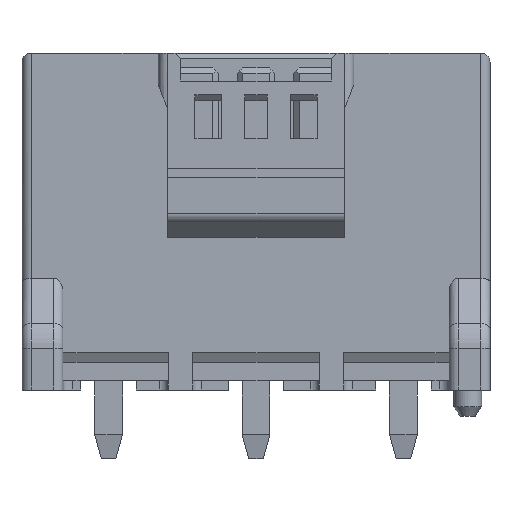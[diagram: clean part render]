
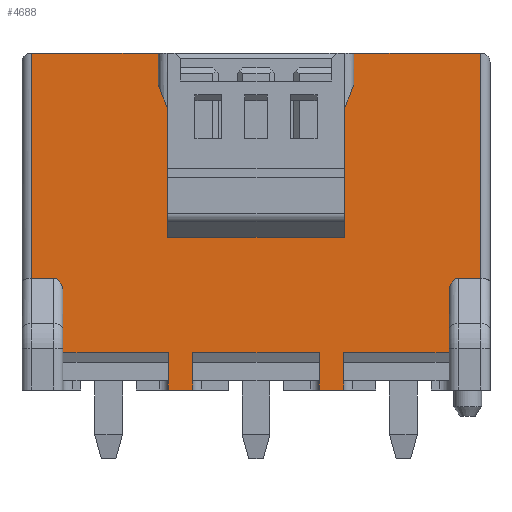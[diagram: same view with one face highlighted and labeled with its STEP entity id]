
A CAD part, front view. The second image highlights one B-rep face of the part: STEP entity #4688.
In plain terms, the highlighted planar face has unit normal (0, -1, 0).
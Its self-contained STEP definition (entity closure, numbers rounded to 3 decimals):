
#72 = VERTEX_POINT('',#73);
#73 = CARTESIAN_POINT('',(3.407,-4.161,2.05));
#79 = EDGE_CURVE('',#72,#80,#82,.T.);
#80 = VERTEX_POINT('',#81);
#81 = CARTESIAN_POINT('',(-3.413,-4.161,2.05));
#82 = LINE('',#83,#84);
#83 = CARTESIAN_POINT('',(-16.852,-4.161,2.05));
#84 = VECTOR('',#85,1.);
#85 = DIRECTION('',(-1.,0.,0.));
#149 = EDGE_CURVE('',#150,#152,#154,.T.);
#150 = VERTEX_POINT('',#151);
#151 = CARTESIAN_POINT('',(12.067,-4.161,18.15));
#152 = VERTEX_POINT('',#153);
#153 = CARTESIAN_POINT('',(12.067,-4.161,6.05));
#154 = LINE('',#155,#156);
#155 = CARTESIAN_POINT('',(12.067,-4.161,18.15));
#156 = VECTOR('',#157,1.);
#157 = DIRECTION('',(0.,0.,-1.));
#258 = VERTEX_POINT('',#259);
#259 = CARTESIAN_POINT('',(-10.873,-4.161,6.05));
#265 = EDGE_CURVE('',#258,#266,#268,.T.);
#266 = VERTEX_POINT('',#267);
#267 = CARTESIAN_POINT('',(-12.073,-4.161,6.05));
#268 = LINE('',#269,#270);
#269 = CARTESIAN_POINT('',(1.007,-4.161,6.05));
#270 = VECTOR('',#271,1.);
#271 = DIRECTION('',(-1.,0.,0.));
#595 = VERTEX_POINT('',#596);
#596 = CARTESIAN_POINT('',(3.407,-4.161,
    0.05));
#604 = EDGE_CURVE('',#72,#595,#605,.T.);
#605 = LINE('',#606,#607);
#606 = CARTESIAN_POINT('',(3.407,-4.161,18.15));
#607 = VECTOR('',#608,1.);
#608 = DIRECTION('',(0.,0.,-1.));
#1908 = VERTEX_POINT('',#1909);
#1909 = CARTESIAN_POINT('',(10.367,-4.161,
    5.31));
#1917 = VERTEX_POINT('',#1918);
#1918 = CARTESIAN_POINT('',(10.867,-4.161,6.05));
#1924 = EDGE_CURVE('',#1908,#1917,#1925,.T.);
#1925 = ELLIPSE('',#1926,0.74,0.5);
#1926 = AXIS2_PLACEMENT_3D('',#1927,#1928,#1929);
#1927 = CARTESIAN_POINT('',(10.867,-4.161,
    5.31));
#1928 = DIRECTION('',(0.,1.,0.));
#1929 = DIRECTION('',(0.,0.,1.));
#2153 = VERTEX_POINT('',#2154);
#2154 = CARTESIAN_POINT('',(-3.413,-4.161,
    0.05));
#2162 = EDGE_CURVE('',#2153,#2163,#2165,.T.);
#2163 = VERTEX_POINT('',#2164);
#2164 = CARTESIAN_POINT('',(-4.713,-4.161,
    0.05));
#2165 = LINE('',#2166,#2167);
#2166 = CARTESIAN_POINT('',(17.537,-4.161,0.05));
#2167 = VECTOR('',#2168,1.);
#2168 = DIRECTION('',(-1.,0.,0.));
#2808 = VERTEX_POINT('',#2809);
#2809 = CARTESIAN_POINT('',(10.367,-4.161,2.05));
#2826 = EDGE_CURVE('',#1908,#2808,#2827,.T.);
#2827 = LINE('',#2828,#2829);
#2828 = CARTESIAN_POINT('',(10.367,-4.161,18.15));
#2829 = VECTOR('',#2830,1.);
#2830 = DIRECTION('',(0.,0.,-1.));
#2947 = VERTEX_POINT('',#2948);
#2948 = CARTESIAN_POINT('',(5.247,-4.161,18.15));
#2954 = EDGE_CURVE('',#150,#2947,#2955,.T.);
#2955 = LINE('',#2956,#2957);
#2956 = CARTESIAN_POINT('',(-20.812,-4.161,18.15));
#2957 = VECTOR('',#2958,1.);
#2958 = DIRECTION('',(-1.,0.,0.));
#3522 = VERTEX_POINT('',#3523);
#3523 = CARTESIAN_POINT('',(4.707,-4.161,2.05));
#3529 = EDGE_CURVE('',#3522,#3530,#3532,.T.);
#3530 = VERTEX_POINT('',#3531);
#3531 = CARTESIAN_POINT('',(4.707,-4.161,
    0.05));
#3532 = LINE('',#3533,#3534);
#3533 = CARTESIAN_POINT('',(4.707,-4.161,18.15));
#3534 = VECTOR('',#3535,1.);
#3535 = DIRECTION('',(0.,0.,-1.));
#3850 = EDGE_CURVE('',#3522,#2808,#3851,.T.);
#3851 = LINE('',#3852,#3853);
#3852 = CARTESIAN_POINT('',(-16.852,-4.161,2.05));
#3853 = VECTOR('',#3854,1.);
#3854 = DIRECTION('',(1.,0.,0.));
#3889 = EDGE_CURVE('',#1917,#152,#3890,.T.);
#3890 = LINE('',#3891,#3892);
#3891 = CARTESIAN_POINT('',(-1.012,-4.161,6.05));
#3892 = VECTOR('',#3893,1.);
#3893 = DIRECTION('',(1.,0.,0.));
#3933 = EDGE_CURVE('',#595,#3530,#3934,.T.);
#3934 = LINE('',#3935,#3936);
#3935 = CARTESIAN_POINT('',(-17.542,-4.161,
    0.05));
#3936 = VECTOR('',#3937,1.);
#3937 = DIRECTION('',(1.,0.,0.));
#4639 = EDGE_CURVE('',#4640,#2163,#4642,.T.);
#4640 = VERTEX_POINT('',#4641);
#4641 = CARTESIAN_POINT('',(-4.713,-4.161,2.05));
#4642 = LINE('',#4643,#4644);
#4643 = CARTESIAN_POINT('',(-4.713,-4.161,18.15));
#4644 = VECTOR('',#4645,1.);
#4645 = DIRECTION('',(0.,0.,-1.));
#4661 = EDGE_CURVE('',#4640,#4662,#4664,.T.);
#4662 = VERTEX_POINT('',#4663);
#4663 = CARTESIAN_POINT('',(-10.373,-4.161,2.05));
#4664 = LINE('',#4665,#4666);
#4665 = CARTESIAN_POINT('',(16.847,-4.161,2.05));
#4666 = VECTOR('',#4667,1.);
#4667 = DIRECTION('',(-1.,0.,0.));
#4688 = ADVANCED_FACE('',(#4689),#4796,.F.);
#4689 = FACE_BOUND('',#4690,.T.);
#4690 = EDGE_LOOP('',(#4691,#4699,#4700,#4709,#4715,#4716,#4717,#4718,
    #4724,#4725,#4726,#4727,#4728,#4729,#4730,#4731,#4732,#4733,#4734,
    #4742,#4750,#4758,#4766,#4774,#4782,#4790));
#4691 = ORIENTED_EDGE('',*,*,#4692,.T.);
#4692 = EDGE_CURVE('',#4693,#266,#4695,.T.);
#4693 = VERTEX_POINT('',#4694);
#4694 = CARTESIAN_POINT('',(-12.073,-4.161,18.15));
#4695 = LINE('',#4696,#4697);
#4696 = CARTESIAN_POINT('',(-12.073,-4.161,18.15));
#4697 = VECTOR('',#4698,1.);
#4698 = DIRECTION('',(0.,0.,-1.));
#4699 = ORIENTED_EDGE('',*,*,#265,.F.);
#4700 = ORIENTED_EDGE('',*,*,#4701,.F.);
#4701 = EDGE_CURVE('',#4702,#258,#4704,.T.);
#4702 = VERTEX_POINT('',#4703);
#4703 = CARTESIAN_POINT('',(-10.373,-4.161,
    5.31));
#4704 = ELLIPSE('',#4705,0.74,0.5);
#4705 = AXIS2_PLACEMENT_3D('',#4706,#4707,#4708);
#4706 = CARTESIAN_POINT('',(-10.873,-4.161,
    5.31));
#4707 = DIRECTION('',(0.,-1.,0.));
#4708 = DIRECTION('',(0.,0.,1.));
#4709 = ORIENTED_EDGE('',*,*,#4710,.T.);
#4710 = EDGE_CURVE('',#4702,#4662,#4711,.T.);
#4711 = LINE('',#4712,#4713);
#4712 = CARTESIAN_POINT('',(-10.373,-4.161,18.15));
#4713 = VECTOR('',#4714,1.);
#4714 = DIRECTION('',(0.,0.,-1.));
#4715 = ORIENTED_EDGE('',*,*,#4661,.F.);
#4716 = ORIENTED_EDGE('',*,*,#4639,.T.);
#4717 = ORIENTED_EDGE('',*,*,#2162,.F.);
#4718 = ORIENTED_EDGE('',*,*,#4719,.F.);
#4719 = EDGE_CURVE('',#80,#2153,#4720,.T.);
#4720 = LINE('',#4721,#4722);
#4721 = CARTESIAN_POINT('',(-3.413,-4.161,18.15));
#4722 = VECTOR('',#4723,1.);
#4723 = DIRECTION('',(0.,0.,-1.));
#4724 = ORIENTED_EDGE('',*,*,#79,.F.);
#4725 = ORIENTED_EDGE('',*,*,#604,.T.);
#4726 = ORIENTED_EDGE('',*,*,#3933,.T.);
#4727 = ORIENTED_EDGE('',*,*,#3529,.F.);
#4728 = ORIENTED_EDGE('',*,*,#3850,.T.);
#4729 = ORIENTED_EDGE('',*,*,#2826,.F.);
#4730 = ORIENTED_EDGE('',*,*,#1924,.T.);
#4731 = ORIENTED_EDGE('',*,*,#3889,.T.);
#4732 = ORIENTED_EDGE('',*,*,#149,.F.);
#4733 = ORIENTED_EDGE('',*,*,#2954,.T.);
#4734 = ORIENTED_EDGE('',*,*,#4735,.F.);
#4735 = EDGE_CURVE('',#4736,#2947,#4738,.T.);
#4736 = VERTEX_POINT('',#4737);
#4737 = CARTESIAN_POINT('',(5.247,-4.161,16.45));
#4738 = LINE('',#4739,#4740);
#4739 = CARTESIAN_POINT('',(5.247,-4.161,18.15));
#4740 = VECTOR('',#4741,1.);
#4741 = DIRECTION('',(0.,0.,1.));
#4742 = ORIENTED_EDGE('',*,*,#4743,.F.);
#4743 = EDGE_CURVE('',#4744,#4736,#4746,.T.);
#4744 = VERTEX_POINT('',#4745);
#4745 = CARTESIAN_POINT('',(4.747,-4.161,15.15));
#4746 = LINE('',#4747,#4748);
#4747 = CARTESIAN_POINT('',(5.901,-4.161,18.15));
#4748 = VECTOR('',#4749,1.);
#4749 = DIRECTION('',(0.359,0.,0.933));
#4750 = ORIENTED_EDGE('',*,*,#4751,.T.);
#4751 = EDGE_CURVE('',#4744,#4752,#4754,.T.);
#4752 = VERTEX_POINT('',#4753);
#4753 = CARTESIAN_POINT('',(4.747,-4.161,8.25));
#4754 = LINE('',#4755,#4756);
#4755 = CARTESIAN_POINT('',(4.747,-4.161,18.15));
#4756 = VECTOR('',#4757,1.);
#4757 = DIRECTION('',(0.,0.,-1.));
#4758 = ORIENTED_EDGE('',*,*,#4759,.T.);
#4759 = EDGE_CURVE('',#4752,#4760,#4762,.T.);
#4760 = VERTEX_POINT('',#4761);
#4761 = CARTESIAN_POINT('',(-4.753,-4.161,8.25));
#4762 = LINE('',#4763,#4764);
#4763 = CARTESIAN_POINT('',(-20.812,-4.161,8.25));
#4764 = VECTOR('',#4765,1.);
#4765 = DIRECTION('',(-1.,0.,0.));
#4766 = ORIENTED_EDGE('',*,*,#4767,.F.);
#4767 = EDGE_CURVE('',#4768,#4760,#4770,.T.);
#4768 = VERTEX_POINT('',#4769);
#4769 = CARTESIAN_POINT('',(-4.753,-4.161,15.15));
#4770 = LINE('',#4771,#4772);
#4771 = CARTESIAN_POINT('',(-4.753,-4.161,18.15));
#4772 = VECTOR('',#4773,1.);
#4773 = DIRECTION('',(0.,0.,-1.));
#4774 = ORIENTED_EDGE('',*,*,#4775,.T.);
#4775 = EDGE_CURVE('',#4768,#4776,#4778,.T.);
#4776 = VERTEX_POINT('',#4777);
#4777 = CARTESIAN_POINT('',(-5.253,-4.161,16.45));
#4778 = LINE('',#4779,#4780);
#4779 = CARTESIAN_POINT('',(-5.906,-4.161,18.15));
#4780 = VECTOR('',#4781,1.);
#4781 = DIRECTION('',(-0.359,0.,0.933));
#4782 = ORIENTED_EDGE('',*,*,#4783,.T.);
#4783 = EDGE_CURVE('',#4776,#4784,#4786,.T.);
#4784 = VERTEX_POINT('',#4785);
#4785 = CARTESIAN_POINT('',(-5.253,-4.161,18.15));
#4786 = LINE('',#4787,#4788);
#4787 = CARTESIAN_POINT('',(-5.253,-4.161,18.15));
#4788 = VECTOR('',#4789,1.);
#4789 = DIRECTION('',(0.,0.,1.));
#4790 = ORIENTED_EDGE('',*,*,#4791,.T.);
#4791 = EDGE_CURVE('',#4784,#4693,#4792,.T.);
#4792 = LINE('',#4793,#4794);
#4793 = CARTESIAN_POINT('',(-20.812,-4.161,18.15));
#4794 = VECTOR('',#4795,1.);
#4795 = DIRECTION('',(-1.,0.,0.));
#4796 = PLANE('',#4797);
#4797 = AXIS2_PLACEMENT_3D('',#4798,#4799,#4800);
#4798 = CARTESIAN_POINT('',(-16.675,-4.161,22.15));
#4799 = DIRECTION('',(0.,1.,0.));
#4800 = DIRECTION('',(0.,0.,-1.));
